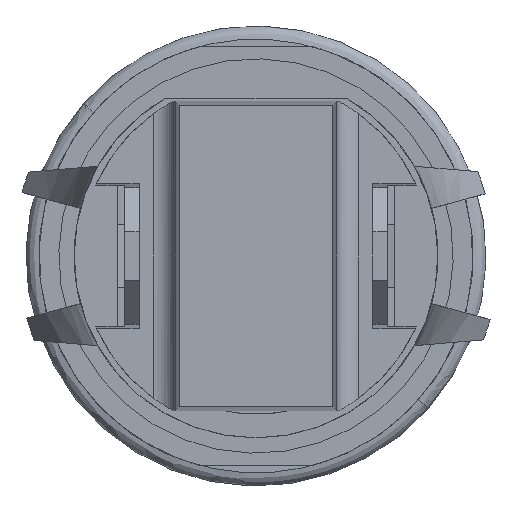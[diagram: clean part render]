
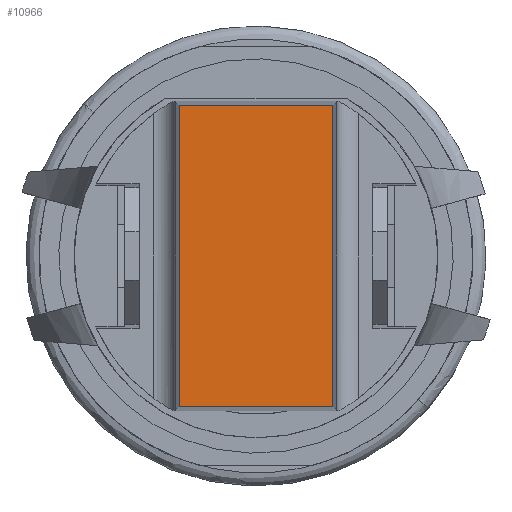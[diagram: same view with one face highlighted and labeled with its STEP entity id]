
A CAD part, front view. The second image highlights one B-rep face of the part: STEP entity #10966.
In plain terms, the highlighted planar face has unit normal (0, -1, 0).
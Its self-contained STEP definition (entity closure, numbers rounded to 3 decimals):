
#1509 = ORIENTED_EDGE ( 'NONE', *, *, #22288, .F. ) ;
#1811 = EDGE_LOOP ( 'NONE', ( #4383, #1509, #17945, #4093 ) ) ;
#2380 = DIRECTION ( 'NONE',  ( 0., 0., 1. ) ) ;
#2408 = LINE ( 'NONE', #30209, #21438 ) ;
#3147 = LINE ( 'NONE', #4855, #22197 ) ;
#4093 = ORIENTED_EDGE ( 'NONE', *, *, #20108, .F. ) ;
#4383 = ORIENTED_EDGE ( 'NONE', *, *, #19166, .F. ) ;
#4855 = CARTESIAN_POINT ( 'NONE',  ( -5.235, -8.56, 0. ) ) ;
#4861 = CARTESIAN_POINT ( 'NONE',  ( 5.235, -8.56, 2.67 ) ) ;
#5771 = LINE ( 'NONE', #17924, #11622 ) ;
#7328 = FACE_OUTER_BOUND ( 'NONE', #1811, .T. ) ;
#10966 = ADVANCED_FACE ( 'NONE', ( #7328 ), #20622, .F. ) ;
#11622 = VECTOR ( 'NONE', #20414, 1000. ) ;
#15701 = DIRECTION ( 'NONE',  ( 1., 0., 0. ) ) ;
#16905 = CARTESIAN_POINT ( 'NONE',  ( 5.235, -8.56, -2.67 ) ) ;
#17442 = EDGE_CURVE ( 'NONE', #20385, #22693, #30697, .T. ) ;
#17924 = CARTESIAN_POINT ( 'NONE',  ( 5.235, -8.56, 0. ) ) ;
#17945 = ORIENTED_EDGE ( 'NONE', *, *, #17442, .F. ) ;
#18086 = CARTESIAN_POINT ( 'NONE',  ( 0., -8.56, 2.67 ) ) ;
#18132 = VERTEX_POINT ( 'NONE', #22948 ) ;
#19017 = AXIS2_PLACEMENT_3D ( 'NONE', #20474, #20237, #20232 ) ;
#19166 = EDGE_CURVE ( 'NONE', #30811, #18132, #2408, .T. ) ;
#20108 = EDGE_CURVE ( 'NONE', #18132, #20385, #3147, .T. ) ;
#20232 = DIRECTION ( 'NONE',  ( 0., 0., 1. ) ) ;
#20237 = DIRECTION ( 'NONE',  ( 0., 1., 0. ) ) ;
#20385 = VERTEX_POINT ( 'NONE', #26275 ) ;
#20414 = DIRECTION ( 'NONE',  ( 0., 0., -1. ) ) ;
#20474 = CARTESIAN_POINT ( 'NONE',  ( -5.235, -8.56, -2.67 ) ) ;
#20622 = PLANE ( 'NONE',  #19017 ) ;
#21438 = VECTOR ( 'NONE', #27734, 1000. ) ;
#22197 = VECTOR ( 'NONE', #2380, 1000. ) ;
#22288 = EDGE_CURVE ( 'NONE', #22693, #30811, #5771, .T. ) ;
#22693 = VERTEX_POINT ( 'NONE', #4861 ) ;
#22948 = CARTESIAN_POINT ( 'NONE',  ( -5.235, -8.56, -2.67 ) ) ;
#24189 = VECTOR ( 'NONE', #15701, 1000. ) ;
#26275 = CARTESIAN_POINT ( 'NONE',  ( -5.235, -8.56, 2.67 ) ) ;
#27734 = DIRECTION ( 'NONE',  ( -1., 0., 0. ) ) ;
#30209 = CARTESIAN_POINT ( 'NONE',  ( 0., -8.56, -2.67 ) ) ;
#30697 = LINE ( 'NONE', #18086, #24189 ) ;
#30811 = VERTEX_POINT ( 'NONE', #16905 ) ;
